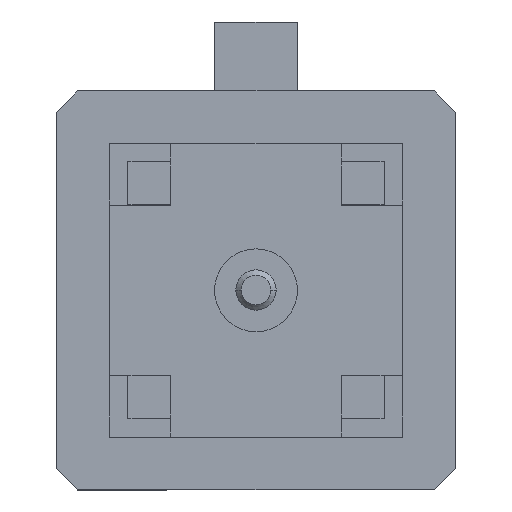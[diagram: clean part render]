
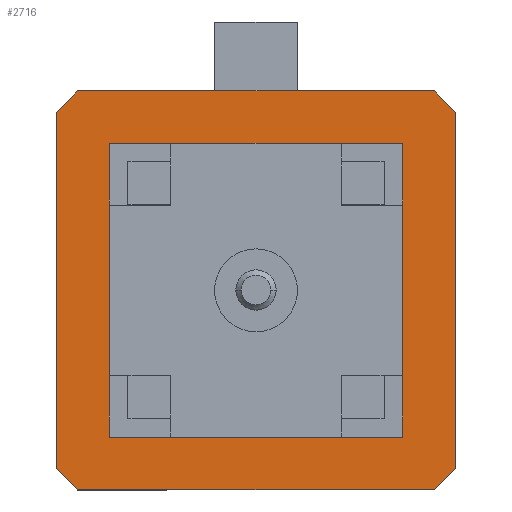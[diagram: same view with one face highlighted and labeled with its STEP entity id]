
A CAD part, top view. The second image highlights one B-rep face of the part: STEP entity #2716.
In plain terms, the highlighted planar face has unit normal (0, 0, 1).
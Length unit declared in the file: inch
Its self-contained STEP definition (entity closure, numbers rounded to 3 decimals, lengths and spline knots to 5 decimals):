
#46 = FACE_BOUND ( 'NONE', #3254, .T. ) ;
#66 = LINE ( 'NONE', #2946, #1786 ) ;
#113 = VERTEX_POINT ( 'NONE', #2635 ) ;
#122 = ORIENTED_EDGE ( 'NONE', *, *, #1915, .T. ) ;
#160 = CARTESIAN_POINT ( 'NONE',  ( -0.18701, -0.16701, 0. ) ) ;
#194 = CARTESIAN_POINT ( 'NONE',  ( 0., 0., 0. ) ) ;
#205 = LINE ( 'NONE', #3174, #447 ) ;
#230 = CARTESIAN_POINT ( 'NONE',  ( 0.16701, -0.18701, 0. ) ) ;
#296 = EDGE_CURVE ( 'NONE', #1366, #113, #205, .T. ) ;
#339 = DIRECTION ( 'NONE',  ( 1., 0., 0. ) ) ;
#401 = VECTOR ( 'NONE', #1777, 39.37008 ) ;
#432 = EDGE_CURVE ( 'NONE', #113, #1821, #66, .T. ) ;
#447 = VECTOR ( 'NONE', #739, 39.37008 ) ;
#467 = CIRCLE ( 'NONE', #846, 0.0605 ) ;
#473 = CARTESIAN_POINT ( 'NONE',  ( -0.18701, 0.18701, 0. ) ) ;
#530 = VERTEX_POINT ( 'NONE', #817 ) ;
#539 = LINE ( 'NONE', #3240, #675 ) ;
#540 = CARTESIAN_POINT ( 'NONE',  ( 0.0605, 0., 0. ) ) ;
#611 = CARTESIAN_POINT ( 'NONE',  ( 0.18701, 0.16701, 0. ) ) ;
#619 = CARTESIAN_POINT ( 'NONE',  ( 0., 0., 0. ) ) ;
#649 = ORIENTED_EDGE ( 'NONE', *, *, #751, .T. ) ;
#675 = VECTOR ( 'NONE', #2939, 39.37008 ) ;
#739 = DIRECTION ( 'NONE',  ( 0.707, -0.707, 0. ) ) ;
#751 = EDGE_CURVE ( 'NONE', #2151, #1159, #1528, .T. ) ;
#801 = DIRECTION ( 'NONE',  ( 0., 1., 0. ) ) ;
#817 = CARTESIAN_POINT ( 'NONE',  ( -0.0605, 0., 0. ) ) ;
#846 = AXIS2_PLACEMENT_3D ( 'NONE', #619, #2800, #1687 ) ;
#870 = EDGE_CURVE ( 'NONE', #1645, #2389, #2655, .T. ) ;
#913 = EDGE_CURVE ( 'NONE', #1159, #1366, #539, .T. ) ;
#957 = ORIENTED_EDGE ( 'NONE', *, *, #2068, .F. ) ;
#968 = DIRECTION ( 'NONE',  ( -1., 0., 0. ) ) ;
#1060 = EDGE_CURVE ( 'NONE', #2389, #2320, #3044, .T. ) ;
#1093 = DIRECTION ( 'NONE',  ( 0., 0., -1. ) ) ;
#1099 = LINE ( 'NONE', #1858, #2578 ) ;
#1159 = VERTEX_POINT ( 'NONE', #1760 ) ;
#1177 = EDGE_CURVE ( 'NONE', #2320, #2151, #3078, .T. ) ;
#1193 = EDGE_CURVE ( 'NONE', #530, #2337, #1684, .T. ) ;
#1285 = ORIENTED_EDGE ( 'NONE', *, *, #432, .T. ) ;
#1366 = VERTEX_POINT ( 'NONE', #160 ) ;
#1528 = LINE ( 'NONE', #2334, #401 ) ;
#1581 = ORIENTED_EDGE ( 'NONE', *, *, #1193, .F. ) ;
#1631 = ORIENTED_EDGE ( 'NONE', *, *, #1177, .T. ) ;
#1645 = VERTEX_POINT ( 'NONE', #2508 ) ;
#1673 = ORIENTED_EDGE ( 'NONE', *, *, #1060, .T. ) ;
#1684 = CIRCLE ( 'NONE', #2119, 0.0605 ) ;
#1687 = DIRECTION ( 'NONE',  ( 1., 0., 0. ) ) ;
#1760 = CARTESIAN_POINT ( 'NONE',  ( -0.18701, 0.16701, 0. ) ) ;
#1777 = DIRECTION ( 'NONE',  ( -0.707, -0.707, 0. ) ) ;
#1786 = VECTOR ( 'NONE', #339, 39.37008 ) ;
#1821 = VERTEX_POINT ( 'NONE', #230 ) ;
#1858 = CARTESIAN_POINT ( 'NONE',  ( 0.16701, -0.18701, 0. ) ) ;
#1879 = FACE_OUTER_BOUND ( 'NONE', #2966, .T. ) ;
#1905 = ORIENTED_EDGE ( 'NONE', *, *, #296, .T. ) ;
#1915 = EDGE_CURVE ( 'NONE', #1821, #1645, #1099, .T. ) ;
#1918 = CARTESIAN_POINT ( 'NONE',  ( 0.18701, -0.18701, 0. ) ) ;
#2068 = EDGE_CURVE ( 'NONE', #2337, #530, #467, .T. ) ;
#2119 = AXIS2_PLACEMENT_3D ( 'NONE', #194, #3420, #3348 ) ;
#2144 = PLANE ( 'NONE',  #2670 ) ;
#2151 = VERTEX_POINT ( 'NONE', #2899 ) ;
#2164 = DIRECTION ( 'NONE',  ( 0.707, 0.707, 0. ) ) ;
#2176 = VECTOR ( 'NONE', #2243, 39.37008 ) ;
#2243 = DIRECTION ( 'NONE',  ( -0.707, 0.707, 0. ) ) ;
#2320 = VERTEX_POINT ( 'NONE', #2643 ) ;
#2334 = CARTESIAN_POINT ( 'NONE',  ( -0.16701, 0.18701, 0. ) ) ;
#2337 = VERTEX_POINT ( 'NONE', #540 ) ;
#2345 = VECTOR ( 'NONE', #801, 39.37008 ) ;
#2389 = VERTEX_POINT ( 'NONE', #2755 ) ;
#2508 = CARTESIAN_POINT ( 'NONE',  ( 0.18701, -0.16701, 0. ) ) ;
#2578 = VECTOR ( 'NONE', #2164, 39.37008 ) ;
#2635 = CARTESIAN_POINT ( 'NONE',  ( -0.16701, -0.18701, 0. ) ) ;
#2643 = CARTESIAN_POINT ( 'NONE',  ( 0.16701, 0.18701, 0. ) ) ;
#2655 = LINE ( 'NONE', #1918, #2345 ) ;
#2670 = AXIS2_PLACEMENT_3D ( 'NONE', #2945, #1093, #2744 ) ;
#2716 = ADVANCED_FACE ( 'NONE', ( #46, #1879 ), #2144, .F. ) ;
#2744 = DIRECTION ( 'NONE',  ( -1., 0., 0. ) ) ;
#2755 = CARTESIAN_POINT ( 'NONE',  ( 0.18701, 0.16701, 0. ) ) ;
#2800 = DIRECTION ( 'NONE',  ( 0., 0., 1. ) ) ;
#2844 = ORIENTED_EDGE ( 'NONE', *, *, #870, .T. ) ;
#2899 = CARTESIAN_POINT ( 'NONE',  ( -0.16701, 0.18701, 0. ) ) ;
#2939 = DIRECTION ( 'NONE',  ( 0., -1., 0. ) ) ;
#2945 = CARTESIAN_POINT ( 'NONE',  ( 0., 0., 0. ) ) ;
#2946 = CARTESIAN_POINT ( 'NONE',  ( -0.18701, -0.18701, 0. ) ) ;
#2966 = EDGE_LOOP ( 'NONE', ( #3053, #1905, #1285, #122, #2844, #1673, #1631, #649 ) ) ;
#3044 = LINE ( 'NONE', #611, #2176 ) ;
#3053 = ORIENTED_EDGE ( 'NONE', *, *, #913, .T. ) ;
#3078 = LINE ( 'NONE', #473, #3178 ) ;
#3174 = CARTESIAN_POINT ( 'NONE',  ( -0.18701, -0.16701, 0. ) ) ;
#3178 = VECTOR ( 'NONE', #968, 39.37008 ) ;
#3240 = CARTESIAN_POINT ( 'NONE',  ( -0.18701, -0.18701, 0. ) ) ;
#3254 = EDGE_LOOP ( 'NONE', ( #957, #1581 ) ) ;
#3348 = DIRECTION ( 'NONE',  ( 1., 0., 0. ) ) ;
#3420 = DIRECTION ( 'NONE',  ( 0., 0., 1. ) ) ;
